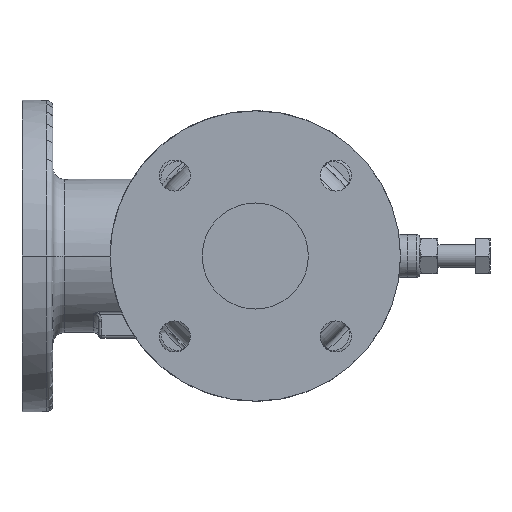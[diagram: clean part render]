
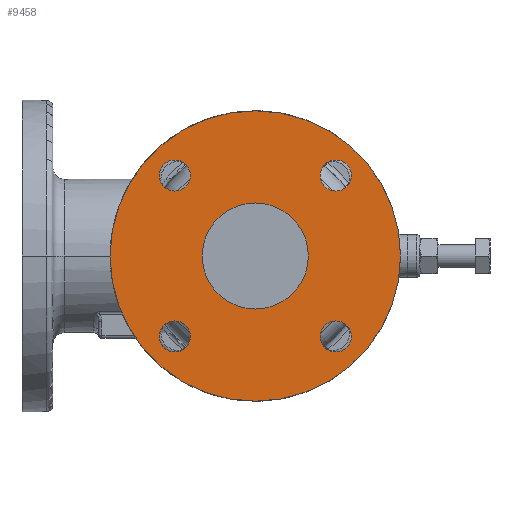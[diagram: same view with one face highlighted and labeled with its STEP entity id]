
A CAD part, left-side view. The second image highlights one B-rep face of the part: STEP entity #9458.
In plain terms, the highlighted planar face has unit normal (-1, 0, 0).
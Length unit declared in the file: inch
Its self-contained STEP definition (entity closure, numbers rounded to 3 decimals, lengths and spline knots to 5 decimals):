
#199 = ORIENTED_EDGE ( 'NONE', *, *, #13870, .F. ) ;
#355 = VERTEX_POINT ( 'NONE', #4930 ) ;
#586 = EDGE_CURVE ( 'NONE', #22444, #10221, #4800, .T. ) ;
#722 = EDGE_CURVE ( 'NONE', #22777, #12566, #13434, .T. ) ;
#809 = DIRECTION ( 'NONE',  ( 0., -1., 0. ) ) ;
#1000 = EDGE_CURVE ( 'NONE', #10507, #1611, #5073, .T. ) ;
#1043 = VERTEX_POINT ( 'NONE', #13752 ) ;
#1308 = ORIENTED_EDGE ( 'NONE', *, *, #586, .F. ) ;
#1611 = VERTEX_POINT ( 'NONE', #21406 ) ;
#1805 = CIRCLE ( 'NONE', #15490, 0.37402 ) ;
#1991 = DIRECTION ( 'NONE',  ( -1., 0., 0. ) ) ;
#2743 = VERTEX_POINT ( 'NONE', #16643 ) ;
#3176 = FACE_BOUND ( 'NONE', #22313, .T. ) ;
#4705 = DIRECTION ( 'NONE',  ( -1., 0., 0. ) ) ;
#4710 = CARTESIAN_POINT ( 'NONE',  ( -7.08661, 0., 0. ) ) ;
#4800 = CIRCLE ( 'NONE', #7801, 0.37402 ) ;
#4930 = CARTESIAN_POINT ( 'NONE',  ( -7.08661, -2.31578, -1.94176 ) ) ;
#5073 = CIRCLE ( 'NONE', #6120, 0.37402 ) ;
#5326 = VERTEX_POINT ( 'NONE', #15867 ) ;
#5718 = CIRCLE ( 'NONE', #17635, 0.37402 ) ;
#5923 = ORIENTED_EDGE ( 'NONE', *, *, #722, .F. ) ;
#6120 = AXIS2_PLACEMENT_3D ( 'NONE', #6242, #19172, #8074 ) ;
#6242 = CARTESIAN_POINT ( 'NONE',  ( -7.08661, 1.94176, -1.94176 ) ) ;
#6293 = CIRCLE ( 'NONE', #13173, 0.37402 ) ;
#6548 = DIRECTION ( 'NONE',  ( 0., -1., 0. ) ) ;
#6697 = AXIS2_PLACEMENT_3D ( 'NONE', #21152, #10067, #23015 ) ;
#7185 = CARTESIAN_POINT ( 'NONE',  ( -7.08661, -2.31578, 1.94176 ) ) ;
#7345 = CARTESIAN_POINT ( 'NONE',  ( -7.08661, 0., 0. ) ) ;
#7442 = DIRECTION ( 'NONE',  ( -1., 0., 0. ) ) ;
#7537 = CARTESIAN_POINT ( 'NONE',  ( -7.08661, -1.56774, 1.94176 ) ) ;
#7801 = AXIS2_PLACEMENT_3D ( 'NONE', #20009, #8921, #21872 ) ;
#8017 = CARTESIAN_POINT ( 'NONE',  ( -7.08661, -1.94176, 1.94176 ) ) ;
#8074 = DIRECTION ( 'NONE',  ( 0., -1., 0. ) ) ;
#8116 = DIRECTION ( 'NONE',  ( -1., 0., 0. ) ) ;
#8159 = CIRCLE ( 'NONE', #6697, 0.37402 ) ;
#8299 = CARTESIAN_POINT ( 'NONE',  ( -7.08661, 1.94176, 1.94176 ) ) ;
#8623 = FACE_BOUND ( 'NONE', #20670, .T. ) ;
#8893 = EDGE_CURVE ( 'NONE', #2743, #1043, #21081, .T. ) ;
#8921 = DIRECTION ( 'NONE',  ( -1., 0., 0. ) ) ;
#9050 = ORIENTED_EDGE ( 'NONE', *, *, #1000, .F. ) ;
#9194 = DIRECTION ( 'NONE',  ( 0., -1., 0. ) ) ;
#9458 = ADVANCED_FACE ( 'NONE', ( #18458, #23399, #8623, #3176, #22219, #17292 ), #19397, .T. ) ;
#9704 = EDGE_CURVE ( 'NONE', #355, #17231, #5718, .T. ) ;
#9839 = DIRECTION ( 'NONE',  ( -1., 0., 0. ) ) ;
#9893 = DIRECTION ( 'NONE',  ( 0., -1., 0. ) ) ;
#10067 = DIRECTION ( 'NONE',  ( -1., 0., 0. ) ) ;
#10156 = DIRECTION ( 'NONE',  ( 0., -1., 0. ) ) ;
#10221 = VERTEX_POINT ( 'NONE', #7185 ) ;
#10507 = VERTEX_POINT ( 'NONE', #13135 ) ;
#11007 = CARTESIAN_POINT ( 'NONE',  ( -7.08661, 1.27953, 0. ) ) ;
#11154 = EDGE_LOOP ( 'NONE', ( #20361, #5923 ) ) ;
#11189 = CIRCLE ( 'NONE', #11506, 0.37402 ) ;
#11506 = AXIS2_PLACEMENT_3D ( 'NONE', #13030, #1991, #14882 ) ;
#11715 = EDGE_CURVE ( 'NONE', #20363, #5326, #6293, .T. ) ;
#11855 = DIRECTION ( 'NONE',  ( -1., 0., 0. ) ) ;
#11857 = ORIENTED_EDGE ( 'NONE', *, *, #9704, .F. ) ;
#11918 = CIRCLE ( 'NONE', #23222, 0.37402 ) ;
#12560 = EDGE_CURVE ( 'NONE', #1611, #10507, #11189, .T. ) ;
#12566 = VERTEX_POINT ( 'NONE', #16653 ) ;
#12834 = CARTESIAN_POINT ( 'NONE',  ( -7.08661, 1.56774, 1.94176 ) ) ;
#13030 = CARTESIAN_POINT ( 'NONE',  ( -7.08661, 1.94176, -1.94176 ) ) ;
#13135 = CARTESIAN_POINT ( 'NONE',  ( -7.08661, 1.56774, -1.94176 ) ) ;
#13173 = AXIS2_PLACEMENT_3D ( 'NONE', #20917, #9839, #22783 ) ;
#13434 = CIRCLE ( 'NONE', #22701, 1.27953 ) ;
#13752 = CARTESIAN_POINT ( 'NONE',  ( -7.08661, -3.50394, 0. ) ) ;
#13870 = EDGE_CURVE ( 'NONE', #17231, #355, #8159, .T. ) ;
#14869 = EDGE_LOOP ( 'NONE', ( #18011, #23657 ) ) ;
#14882 = DIRECTION ( 'NONE',  ( 0., -1., 0. ) ) ;
#15202 = ORIENTED_EDGE ( 'NONE', *, *, #18646, .T. ) ;
#15490 = AXIS2_PLACEMENT_3D ( 'NONE', #8017, #20977, #9893 ) ;
#15687 = EDGE_CURVE ( 'NONE', #12566, #22777, #23745, .T. ) ;
#15859 = CARTESIAN_POINT ( 'NONE',  ( -7.08661, -1.56774, -1.94176 ) ) ;
#15867 = CARTESIAN_POINT ( 'NONE',  ( -7.08661, 2.31578, 1.94176 ) ) ;
#15971 = EDGE_LOOP ( 'NONE', ( #19450, #1308 ) ) ;
#16643 = CARTESIAN_POINT ( 'NONE',  ( -7.08661, 3.50394, 0. ) ) ;
#16653 = CARTESIAN_POINT ( 'NONE',  ( -7.08661, -1.27953, 0. ) ) ;
#17231 = VERTEX_POINT ( 'NONE', #15859 ) ;
#17292 = FACE_OUTER_BOUND ( 'NONE', #18100, .T. ) ;
#17613 = DIRECTION ( 'NONE',  ( 0., -1., 0. ) ) ;
#17616 = DIRECTION ( 'NONE',  ( -1., 0., 0. ) ) ;
#17635 = AXIS2_PLACEMENT_3D ( 'NONE', #19211, #8116, #21068 ) ;
#18011 = ORIENTED_EDGE ( 'NONE', *, *, #11715, .F. ) ;
#18100 = EDGE_LOOP ( 'NONE', ( #15202, #20007 ) ) ;
#18110 = AXIS2_PLACEMENT_3D ( 'NONE', #23109, #4705, #17613 ) ;
#18458 = FACE_BOUND ( 'NONE', #14869, .T. ) ;
#18530 = CARTESIAN_POINT ( 'NONE',  ( -7.08661, 0., 0. ) ) ;
#18646 = EDGE_CURVE ( 'NONE', #1043, #2743, #21570, .T. ) ;
#19172 = DIRECTION ( 'NONE',  ( -1., 0., 0. ) ) ;
#19211 = CARTESIAN_POINT ( 'NONE',  ( -7.08661, -1.94176, -1.94176 ) ) ;
#19397 = PLANE ( 'NONE',  #18110 ) ;
#19450 = ORIENTED_EDGE ( 'NONE', *, *, #23938, .F. ) ;
#20007 = ORIENTED_EDGE ( 'NONE', *, *, #8893, .T. ) ;
#20009 = CARTESIAN_POINT ( 'NONE',  ( -7.08661, -1.94176, 1.94176 ) ) ;
#20252 = AXIS2_PLACEMENT_3D ( 'NONE', #22912, #11855, #809 ) ;
#20281 = DIRECTION ( 'NONE',  ( -1., 0., 0. ) ) ;
#20361 = ORIENTED_EDGE ( 'NONE', *, *, #15687, .F. ) ;
#20363 = VERTEX_POINT ( 'NONE', #12834 ) ;
#20389 = DIRECTION ( 'NONE',  ( 0., -1., 0. ) ) ;
#20670 = EDGE_LOOP ( 'NONE', ( #11857, #199 ) ) ;
#20865 = ORIENTED_EDGE ( 'NONE', *, *, #12560, .F. ) ;
#20917 = CARTESIAN_POINT ( 'NONE',  ( -7.08661, 1.94176, 1.94176 ) ) ;
#20977 = DIRECTION ( 'NONE',  ( -1., 0., 0. ) ) ;
#21068 = DIRECTION ( 'NONE',  ( 0., -1., 0. ) ) ;
#21081 = CIRCLE ( 'NONE', #20252, 3.50394 ) ;
#21152 = CARTESIAN_POINT ( 'NONE',  ( -7.08661, -1.94176, -1.94176 ) ) ;
#21244 = DIRECTION ( 'NONE',  ( -1., 0., 0. ) ) ;
#21406 = CARTESIAN_POINT ( 'NONE',  ( -7.08661, 2.31578, -1.94176 ) ) ;
#21570 = CIRCLE ( 'NONE', #21665, 3.50394 ) ;
#21665 = AXIS2_PLACEMENT_3D ( 'NONE', #4710, #17616, #6548 ) ;
#21872 = DIRECTION ( 'NONE',  ( 0., -1., 0. ) ) ;
#22087 = AXIS2_PLACEMENT_3D ( 'NONE', #7345, #20281, #9194 ) ;
#22173 = EDGE_CURVE ( 'NONE', #5326, #20363, #11918, .T. ) ;
#22219 = FACE_BOUND ( 'NONE', #11154, .T. ) ;
#22313 = EDGE_LOOP ( 'NONE', ( #9050, #20865 ) ) ;
#22444 = VERTEX_POINT ( 'NONE', #7537 ) ;
#22701 = AXIS2_PLACEMENT_3D ( 'NONE', #18530, #7442, #20389 ) ;
#22777 = VERTEX_POINT ( 'NONE', #11007 ) ;
#22783 = DIRECTION ( 'NONE',  ( 0., -1., 0. ) ) ;
#22912 = CARTESIAN_POINT ( 'NONE',  ( -7.08661, 0., 0. ) ) ;
#23015 = DIRECTION ( 'NONE',  ( 0., -1., 0. ) ) ;
#23109 = CARTESIAN_POINT ( 'NONE',  ( -7.08661, 0., 0. ) ) ;
#23222 = AXIS2_PLACEMENT_3D ( 'NONE', #8299, #21244, #10156 ) ;
#23399 = FACE_BOUND ( 'NONE', #15971, .T. ) ;
#23657 = ORIENTED_EDGE ( 'NONE', *, *, #22173, .F. ) ;
#23745 = CIRCLE ( 'NONE', #22087, 1.27953 ) ;
#23938 = EDGE_CURVE ( 'NONE', #10221, #22444, #1805, .T. ) ;
